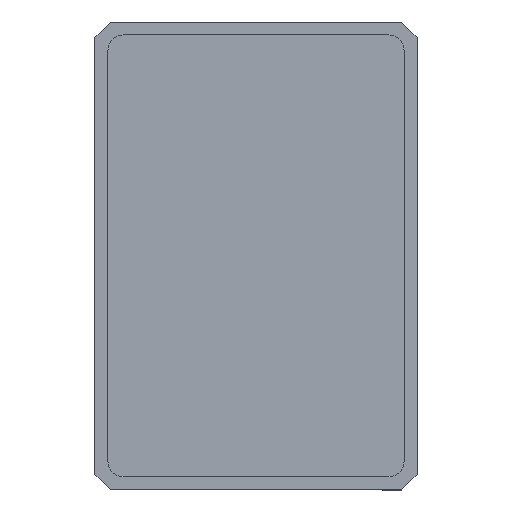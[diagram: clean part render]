
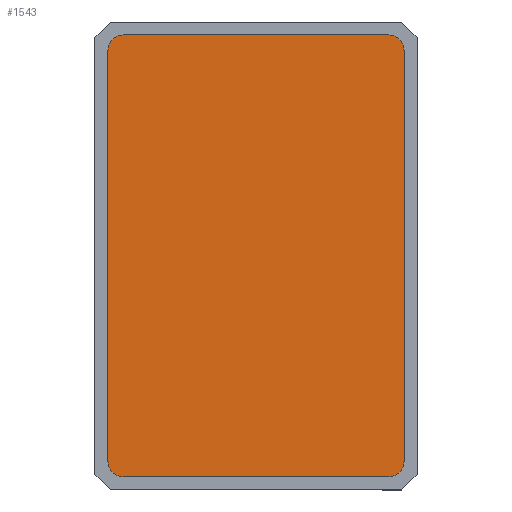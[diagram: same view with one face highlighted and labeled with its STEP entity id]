
A CAD part, top view. The second image highlights one B-rep face of the part: STEP entity #1543.
In plain terms, the highlighted planar face has unit normal (0, 0, 1).
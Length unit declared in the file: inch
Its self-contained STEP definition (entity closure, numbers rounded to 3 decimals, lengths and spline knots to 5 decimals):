
#1 = EDGE_CURVE ( 'NONE', #515, #138, #152, .T. ) ;
#22 = VERTEX_POINT ( 'NONE', #171 ) ;
#35 = EDGE_CURVE ( 'NONE', #1074, #515, #1231, .T. ) ;
#100 = ORIENTED_EDGE ( 'NONE', *, *, #857, .T. ) ;
#138 = VERTEX_POINT ( 'NONE', #1008 ) ;
#152 = LINE ( 'NONE', #1271, #1777 ) ;
#164 = CARTESIAN_POINT ( 'NONE',  ( 0.0865, -0.134, 0.0735 ) ) ;
#171 = CARTESIAN_POINT ( 'NONE',  ( 0.0865, 0.144, 0.0735 ) ) ;
#201 = CARTESIAN_POINT ( 'NONE',  ( 0.0965, -0.134, 0.0735 ) ) ;
#205 = PLANE ( 'NONE',  #476 ) ;
#209 = EDGE_CURVE ( 'NONE', #138, #1189, #1199, .T. ) ;
#217 = EDGE_CURVE ( 'NONE', #1397, #22, #326, .T. ) ;
#307 = LINE ( 'NONE', #607, #500 ) ;
#326 = CIRCLE ( 'NONE', #1342, 0.01 ) ;
#367 = ORIENTED_EDGE ( 'NONE', *, *, #1758, .T. ) ;
#399 = CARTESIAN_POINT ( 'NONE',  ( -0.0865, 0.144, 0.0735 ) ) ;
#460 = DIRECTION ( 'NONE',  ( 0., 1., 0. ) ) ;
#476 = AXIS2_PLACEMENT_3D ( 'NONE', #1589, #1466, #760 ) ;
#500 = VECTOR ( 'NONE', #460, 39.37008 ) ;
#515 = VERTEX_POINT ( 'NONE', #1579 ) ;
#531 = CARTESIAN_POINT ( 'NONE',  ( 0.0865, 0.134, 0.0735 ) ) ;
#607 = CARTESIAN_POINT ( 'NONE',  ( 0.0965, -0.134, 0.0735 ) ) ;
#646 = DIRECTION ( 'NONE',  ( -1., 0., 0. ) ) ;
#680 = ORIENTED_EDGE ( 'NONE', *, *, #1, .T. ) ;
#692 = CARTESIAN_POINT ( 'NONE',  ( -0.0865, -0.144, 0.0735 ) ) ;
#693 = CARTESIAN_POINT ( 'NONE',  ( 0.0865, 0.144, 0.0735 ) ) ;
#704 = ORIENTED_EDGE ( 'NONE', *, *, #1780, .T. ) ;
#706 = ORIENTED_EDGE ( 'NONE', *, *, #217, .T. ) ;
#760 = DIRECTION ( 'NONE',  ( 1., 0., 0. ) ) ;
#795 = CARTESIAN_POINT ( 'NONE',  ( -0.0865, -0.144, 0.0735 ) ) ;
#837 = CARTESIAN_POINT ( 'NONE',  ( -0.0865, -0.134, 0.0735 ) ) ;
#838 = VERTEX_POINT ( 'NONE', #201 ) ;
#857 = EDGE_CURVE ( 'NONE', #838, #1397, #307, .T. ) ;
#907 = AXIS2_PLACEMENT_3D ( 'NONE', #164, #1253, #1362 ) ;
#1008 = CARTESIAN_POINT ( 'NONE',  ( -0.0965, -0.134, 0.0735 ) ) ;
#1066 = CARTESIAN_POINT ( 'NONE',  ( 0.0965, 0.134, 0.0735 ) ) ;
#1074 = VERTEX_POINT ( 'NONE', #399 ) ;
#1097 = EDGE_CURVE ( 'NONE', #22, #1074, #1105, .T. ) ;
#1105 = LINE ( 'NONE', #693, #1695 ) ;
#1135 = DIRECTION ( 'NONE',  ( 0., -1., 0. ) ) ;
#1148 = VERTEX_POINT ( 'NONE', #1667 ) ;
#1189 = VERTEX_POINT ( 'NONE', #795 ) ;
#1199 = CIRCLE ( 'NONE', #1316, 0.01 ) ;
#1213 = DIRECTION ( 'NONE',  ( 0., 0., 1. ) ) ;
#1222 = DIRECTION ( 'NONE',  ( 0., 0., 1. ) ) ;
#1231 = CIRCLE ( 'NONE', #1659, 0.01 ) ;
#1253 = DIRECTION ( 'NONE',  ( 0., 0., 1. ) ) ;
#1269 = VECTOR ( 'NONE', #1696, 39.37008 ) ;
#1271 = CARTESIAN_POINT ( 'NONE',  ( -0.0965, 0.134, 0.0735 ) ) ;
#1287 = DIRECTION ( 'NONE',  ( 0., 0., 1. ) ) ;
#1316 = AXIS2_PLACEMENT_3D ( 'NONE', #837, #1222, #646 ) ;
#1323 = DIRECTION ( 'NONE',  ( -1., 0., 0. ) ) ;
#1342 = AXIS2_PLACEMENT_3D ( 'NONE', #531, #1213, #1763 ) ;
#1362 = DIRECTION ( 'NONE',  ( -1., 0., 0. ) ) ;
#1397 = VERTEX_POINT ( 'NONE', #1066 ) ;
#1425 = ORIENTED_EDGE ( 'NONE', *, *, #35, .T. ) ;
#1437 = ORIENTED_EDGE ( 'NONE', *, *, #209, .T. ) ;
#1451 = ORIENTED_EDGE ( 'NONE', *, *, #1097, .T. ) ;
#1466 = DIRECTION ( 'NONE',  ( 0., 0., 1. ) ) ;
#1491 = EDGE_LOOP ( 'NONE', ( #706, #1451, #1425, #680, #1437, #367, #704, #100 ) ) ;
#1518 = CIRCLE ( 'NONE', #907, 0.01 ) ;
#1543 = ADVANCED_FACE ( 'NONE', ( #1596 ), #205, .T. ) ;
#1579 = CARTESIAN_POINT ( 'NONE',  ( -0.0965, 0.134, 0.0735 ) ) ;
#1589 = CARTESIAN_POINT ( 'NONE',  ( 0.0865, 0.134, 0.0735 ) ) ;
#1596 = FACE_OUTER_BOUND ( 'NONE', #1491, .T. ) ;
#1638 = DIRECTION ( 'NONE',  ( -1., 0., 0. ) ) ;
#1659 = AXIS2_PLACEMENT_3D ( 'NONE', #1739, #1287, #1323 ) ;
#1667 = CARTESIAN_POINT ( 'NONE',  ( 0.0865, -0.144, 0.0735 ) ) ;
#1686 = LINE ( 'NONE', #692, #1269 ) ;
#1695 = VECTOR ( 'NONE', #1638, 39.37008 ) ;
#1696 = DIRECTION ( 'NONE',  ( 1., 0., 0. ) ) ;
#1739 = CARTESIAN_POINT ( 'NONE',  ( -0.0865, 0.134, 0.0735 ) ) ;
#1758 = EDGE_CURVE ( 'NONE', #1189, #1148, #1686, .T. ) ;
#1763 = DIRECTION ( 'NONE',  ( 1., 0., 0. ) ) ;
#1777 = VECTOR ( 'NONE', #1135, 39.37008 ) ;
#1780 = EDGE_CURVE ( 'NONE', #1148, #838, #1518, .T. ) ;
